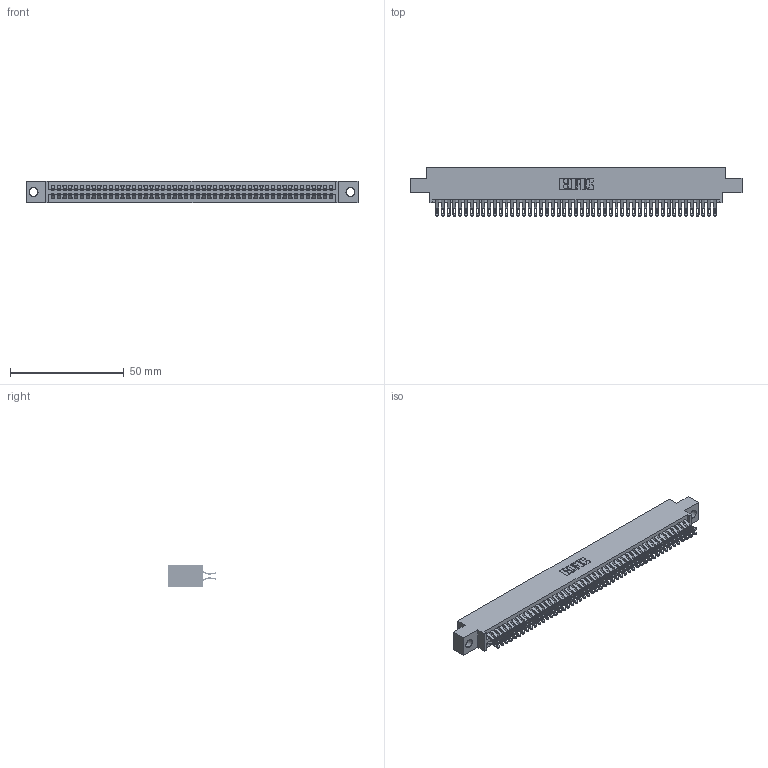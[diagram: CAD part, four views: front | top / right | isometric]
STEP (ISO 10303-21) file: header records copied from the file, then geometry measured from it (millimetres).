
FILE_DESCRIPTION (( 'STEP AP203' ), '1' );
FILE_NAME ('345-098-555-804.STEP', '2018-10-05T11:00:33', ( '' ), ( '' ), 'SwSTEP 2.0', 'SolidWorks 2016', '' );
FILE_SCHEMA (( 'CONFIG_CONTROL_DESIGN' ));
Length unit declared in the file: inch
Products named in the file (3): 345-292-001_555 Tail; 345 Part_0.170 Offset - 0.156 Dia-TH; 345-098-555-804
Assembly tree (99 placements, depth 2):
  345-098-555-804
    345 Part_0.170 Offset - 0.156 Dia-TH
    345-292-001_555 Tail  x98
Bounding box: 145.67 x 21.13 x 9.4 mm (x, y, z)
Volume: 14298.4 mm3; surface area: 22218.4 mm2
Topology: 99 solids, 99 shells, 5618 faces, 17699 edges, 11798 vertices
Faces by surface type: plane 3122, cylinder 2496
Entity records: 37965 total; most frequent: CARTESIAN_POINT 6394, ORIENTED_EDGE 6298, DIRECTION 5597, EDGE_CURVE 3149, LINE 2801, VECTOR 2801, VERTEX_POINT 2098, AXIS2_PLACEMENT_3D 1398
